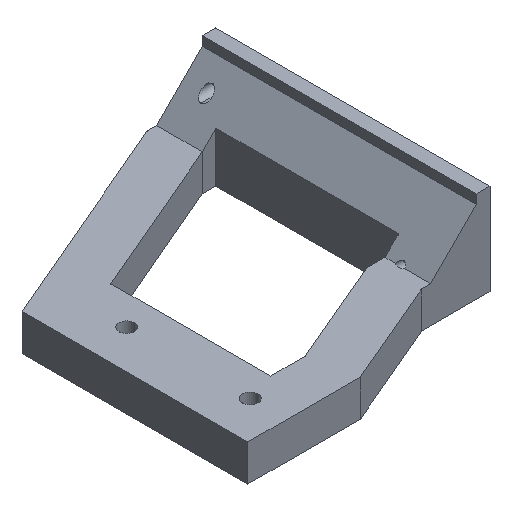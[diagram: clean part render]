
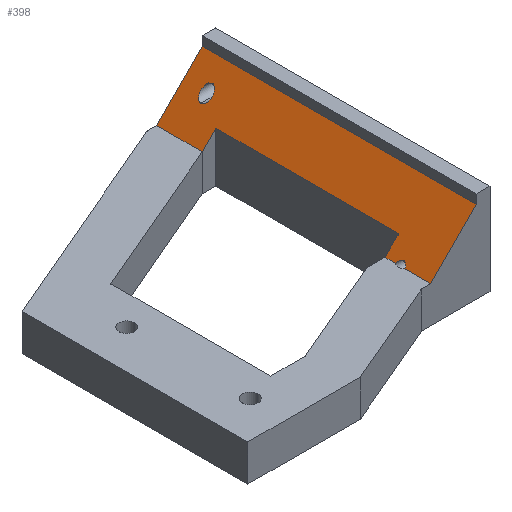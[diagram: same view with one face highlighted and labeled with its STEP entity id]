
A CAD part, isometric view. The second image highlights one B-rep face of the part: STEP entity #398.
In plain terms, the highlighted planar face has unit normal (-0.707, 0, 0.707).
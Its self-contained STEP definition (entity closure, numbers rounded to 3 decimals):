
#2 = CARTESIAN_POINT ( 'NONE',  ( 65.016, 42.318, -82.984 ) ) ;
#14 = CARTESIAN_POINT ( 'NONE',  ( 68., 0., -80. ) ) ;
#17 = CARTESIAN_POINT ( 'NONE',  ( 58., 0., -90. ) ) ;
#46 = DIRECTION ( 'NONE',  ( 0., 1., 0. ) ) ;
#69 = VERTEX_POINT ( 'NONE', #754 ) ;
#76 = EDGE_CURVE ( 'NONE', #1045, #249, #835, .T. ) ;
#114 = EDGE_CURVE ( 'NONE', #142, #69, #391, .T. ) ;
#116 = ORIENTED_EDGE ( 'NONE', *, *, #637, .F. ) ;
#124 = AXIS2_PLACEMENT_3D ( 'NONE', #14, #450, #1304 ) ;
#132 = EDGE_LOOP ( 'NONE', ( #415, #1377 ) ) ;
#142 = VERTEX_POINT ( 'NONE', #1029 ) ;
#153 = CARTESIAN_POINT ( 'NONE',  ( 58., 0., -90. ) ) ;
#165 = VECTOR ( 'NONE', #1218, 1000. ) ;
#167 = ORIENTED_EDGE ( 'NONE', *, *, #535, .F. ) ;
#177 = ORIENTED_EDGE ( 'NONE', *, *, #1093, .F. ) ;
#184 = VECTOR ( 'NONE', #235, 1000. ) ;
#202 = CARTESIAN_POINT ( 'NONE',  ( 55.5, 37.5, -92.5 ) ) ;
#210 = CARTESIAN_POINT ( 'NONE',  ( 65.016, 39.818, -82.984 ) ) ;
#230 = ORIENTED_EDGE ( 'NONE', *, *, #867, .F. ) ;
#235 = DIRECTION ( 'NONE',  ( 0., 1., 0. ) ) ;
#249 = VERTEX_POINT ( 'NONE', #413 ) ;
#254 = VERTEX_POINT ( 'NONE', #1162 ) ;
#275 = LINE ( 'NONE', #17, #165 ) ;
#288 = VERTEX_POINT ( 'NONE', #824 ) ;
#291 = CARTESIAN_POINT ( 'NONE',  ( 58.421, -4.954, -89.579 ) ) ;
#311 = LINE ( 'NONE', #153, #1139 ) ;
#314 = DIRECTION ( 'NONE',  ( -0.677, -0.29, -0.677 ) ) ;
#317 = CARTESIAN_POINT ( 'NONE',  ( 62.516, 42.318, -85.484 ) ) ;
#339 = CARTESIAN_POINT ( 'NONE',  ( 65.016, 44.818, -82.984 ) ) ;
#340 = CARTESIAN_POINT ( 'NONE',  ( 65.016, 42.318, -82.984 ) ) ;
#367 = EDGE_CURVE ( 'NONE', #1356, #288, #933, .T. ) ;
#391 =( BOUNDED_CURVE ( )  B_SPLINE_CURVE ( 3, ( #2, #339, #1212, #1200 ),
 .UNSPECIFIED., .F., .F. ) 
 B_SPLINE_CURVE_WITH_KNOTS ( ( 4, 4 ),
 ( 0., 3.142 ),
 .UNSPECIFIED. ) 
 CURVE ( )  GEOMETRIC_REPRESENTATION_ITEM ( )  RATIONAL_B_SPLINE_CURVE ( ( 1., 0.333, 0.333, 1. ) ) 
 REPRESENTATION_ITEM ( '' )  );
#398 = ADVANCED_FACE ( 'NONE', ( #1275, #1009 ), #988, .F. ) ;
#400 = VECTOR ( 'NONE', #423, 1000. ) ;
#413 = CARTESIAN_POINT ( 'NONE',  ( 68., 47.5, -80. ) ) ;
#415 = ORIENTED_EDGE ( 'NONE', *, *, #1232, .F. ) ;
#416 = CARTESIAN_POINT ( 'NONE',  ( 58.667, -5.838, -89.333 ) ) ;
#423 = DIRECTION ( 'NONE',  ( -0.707, 0., -0.707 ) ) ;
#428 = ORIENTED_EDGE ( 'NONE', *, *, #76, .F. ) ;
#430 = CARTESIAN_POINT ( 'NONE',  ( 112., 47.5, -36. ) ) ;
#445 = CARTESIAN_POINT ( 'NONE',  ( 61., -2.5, -87. ) ) ;
#450 = DIRECTION ( 'NONE',  ( 0.707, 0., -0.707 ) ) ;
#469 = LINE ( 'NONE', #1318, #184 ) ;
#511 = CARTESIAN_POINT ( 'NONE',  ( 58., -4.732, -90. ) ) ;
#524 = CARTESIAN_POINT ( 'NONE',  ( 58.421, -6.722, -89.579 ) ) ;
#526 = EDGE_CURVE ( 'NONE', #1072, #839, #311, .T. ) ;
#535 = EDGE_CURVE ( 'NONE', #1330, #1045, #1328, .T. ) ;
#551 = DIRECTION ( 'NONE',  ( 0.707, 0., 0.707 ) ) ;
#553 =( BOUNDED_CURVE ( )  B_SPLINE_CURVE ( 3, ( #825, #1151, #291, #511 ),
 .UNSPECIFIED., .F., .F. ) 
 B_SPLINE_CURVE_WITH_KNOTS ( ( 4, 4 ),
 ( 0., 1.086 ),
 .UNSPECIFIED. ) 
 CURVE ( )  GEOMETRIC_REPRESENTATION_ITEM ( )  RATIONAL_B_SPLINE_CURVE ( ( 1., 0.904, 0.904, 1. ) ) 
 REPRESENTATION_ITEM ( '' )  );
#565 = DIRECTION ( 'NONE',  ( 0., -1., 0. ) ) ;
#569 = VECTOR ( 'NONE', #628, 1000. ) ;
#582 = ORIENTED_EDGE ( 'NONE', *, *, #761, .F. ) ;
#598 = ORIENTED_EDGE ( 'NONE', *, *, #1165, .F. ) ;
#603 = LINE ( 'NONE', #1369, #400 ) ;
#615 = CARTESIAN_POINT ( 'NONE',  ( 58., 37.478, -90. ) ) ;
#628 = DIRECTION ( 'NONE',  ( -0.707, 0., -0.707 ) ) ;
#637 = EDGE_CURVE ( 'NONE', #249, #975, #1250, .T. ) ;
#648 = EDGE_CURVE ( 'NONE', #254, #1186, #275, .T. ) ;
#741 = CARTESIAN_POINT ( 'NONE',  ( 62.516, 39.818, -85.484 ) ) ;
#754 = CARTESIAN_POINT ( 'NONE',  ( 62.516, 42.318, -85.484 ) ) ;
#761 = EDGE_CURVE ( 'NONE', #930, #1356, #469, .T. ) ;
#769 = LINE ( 'NONE', #1273, #1049 ) ;
#798 = DIRECTION ( 'NONE',  ( 0., 1., 0. ) ) ;
#824 = CARTESIAN_POINT ( 'NONE',  ( 58.051, 37.5, -89.949 ) ) ;
#825 = CARTESIAN_POINT ( 'NONE',  ( 58.667, -5.838, -89.333 ) ) ;
#835 = LINE ( 'NONE', #430, #923 ) ;
#839 = VERTEX_POINT ( 'NONE', #1338 ) ;
#867 = EDGE_CURVE ( 'NONE', #975, #254, #603, .T. ) ;
#882 = CARTESIAN_POINT ( 'NONE',  ( 61., 37.5, -87. ) ) ;
#923 = VECTOR ( 'NONE', #551, 1000. ) ;
#925 = CARTESIAN_POINT ( 'NONE',  ( 58., -4.732, -90. ) ) ;
#930 = VERTEX_POINT ( 'NONE', #445 ) ;
#933 = LINE ( 'NONE', #202, #569 ) ;
#960 = ORIENTED_EDGE ( 'NONE', *, *, #1126, .F. ) ;
#966 = VECTOR ( 'NONE', #565, 1000. ) ;
#974 = CARTESIAN_POINT ( 'NONE',  ( 58., 47.5, -90. ) ) ;
#975 = VERTEX_POINT ( 'NONE', #983 ) ;
#978 = VECTOR ( 'NONE', #1144, 1000. ) ;
#983 = CARTESIAN_POINT ( 'NONE',  ( 68., -12.5, -80. ) ) ;
#988 = PLANE ( 'NONE',  #124 ) ;
#991 =( BOUNDED_CURVE ( )  B_SPLINE_CURVE ( 3, ( #1251, #524, #1261, #416 ),
 .UNSPECIFIED., .F., .T. ) 
 B_SPLINE_CURVE_WITH_KNOTS ( ( 4, 4 ),
 ( 5.197, 6.283 ),
 .UNSPECIFIED. ) 
 CURVE ( )  GEOMETRIC_REPRESENTATION_ITEM ( )  RATIONAL_B_SPLINE_CURVE ( ( 1., 0.904, 0.904, 1. ) ) 
 REPRESENTATION_ITEM ( '' )  );
#1008 = ORIENTED_EDGE ( 'NONE', *, *, #526, .F. ) ;
#1009 = FACE_BOUND ( 'NONE', #132, .T. ) ;
#1029 = CARTESIAN_POINT ( 'NONE',  ( 65.016, 42.318, -82.984 ) ) ;
#1045 = VERTEX_POINT ( 'NONE', #974 ) ;
#1049 = VECTOR ( 'NONE', #314, 1000. ) ;
#1072 = VERTEX_POINT ( 'NONE', #925 ) ;
#1075 = EDGE_LOOP ( 'NONE', ( #960, #1008, #177, #598, #1301, #230, #116, #428, #167, #1308, #1390, #582 ) ) ;
#1093 = EDGE_CURVE ( 'NONE', #1098, #1072, #553, .T. ) ;
#1098 = VERTEX_POINT ( 'NONE', #1131 ) ;
#1117 = VECTOR ( 'NONE', #46, 1000. ) ;
#1126 = EDGE_CURVE ( 'NONE', #839, #930, #1235, .T. ) ;
#1127 = CARTESIAN_POINT ( 'NONE',  ( 58., 0., -90. ) ) ;
#1131 = CARTESIAN_POINT ( 'NONE',  ( 58.667, -5.838, -89.333 ) ) ;
#1139 = VECTOR ( 'NONE', #798, 1000. ) ;
#1144 = DIRECTION ( 'NONE',  ( 0.707, 0., 0.707 ) ) ;
#1148 = CARTESIAN_POINT ( 'NONE',  ( 58., -6.944, -90. ) ) ;
#1151 = CARTESIAN_POINT ( 'NONE',  ( 58.667, -5.361, -89.333 ) ) ;
#1159 = CARTESIAN_POINT ( 'NONE',  ( 51.975, -2.5, -96.025 ) ) ;
#1162 = CARTESIAN_POINT ( 'NONE',  ( 58., -12.5, -90. ) ) ;
#1165 = EDGE_CURVE ( 'NONE', #1186, #1098, #991, .T. ) ;
#1186 = VERTEX_POINT ( 'NONE', #1148 ) ;
#1200 = CARTESIAN_POINT ( 'NONE',  ( 62.516, 42.318, -85.484 ) ) ;
#1204 = EDGE_CURVE ( 'NONE', #288, #1330, #769, .T. ) ;
#1212 = CARTESIAN_POINT ( 'NONE',  ( 62.516, 44.818, -85.484 ) ) ;
#1218 = DIRECTION ( 'NONE',  ( 0., 1., 0. ) ) ;
#1232 = EDGE_CURVE ( 'NONE', #69, #142, #1352, .T. ) ;
#1235 = LINE ( 'NONE', #1159, #978 ) ;
#1250 = LINE ( 'NONE', #1312, #966 ) ;
#1251 = CARTESIAN_POINT ( 'NONE',  ( 58., -6.944, -90. ) ) ;
#1261 = CARTESIAN_POINT ( 'NONE',  ( 58.667, -6.314, -89.333 ) ) ;
#1273 = CARTESIAN_POINT ( 'NONE',  ( 54.364, 35.921, -93.636 ) ) ;
#1275 = FACE_OUTER_BOUND ( 'NONE', #1075, .T. ) ;
#1301 = ORIENTED_EDGE ( 'NONE', *, *, #648, .F. ) ;
#1304 = DIRECTION ( 'NONE',  ( 0., -1., 0. ) ) ;
#1308 = ORIENTED_EDGE ( 'NONE', *, *, #1204, .F. ) ;
#1312 = CARTESIAN_POINT ( 'NONE',  ( 68., 0., -80. ) ) ;
#1318 = CARTESIAN_POINT ( 'NONE',  ( 61., -2.5, -87. ) ) ;
#1328 = LINE ( 'NONE', #1127, #1117 ) ;
#1330 = VERTEX_POINT ( 'NONE', #615 ) ;
#1338 = CARTESIAN_POINT ( 'NONE',  ( 58., -2.5, -90. ) ) ;
#1352 =( BOUNDED_CURVE ( )  B_SPLINE_CURVE ( 3, ( #317, #741, #210, #340 ),
 .UNSPECIFIED., .F., .T. ) 
 B_SPLINE_CURVE_WITH_KNOTS ( ( 4, 4 ),
 ( 3.142, 6.283 ),
 .UNSPECIFIED. ) 
 CURVE ( )  GEOMETRIC_REPRESENTATION_ITEM ( )  RATIONAL_B_SPLINE_CURVE ( ( 1., 0.333, 0.333, 1. ) ) 
 REPRESENTATION_ITEM ( '' )  );
#1356 = VERTEX_POINT ( 'NONE', #882 ) ;
#1369 = CARTESIAN_POINT ( 'NONE',  ( 112., -12.5, -36. ) ) ;
#1377 = ORIENTED_EDGE ( 'NONE', *, *, #114, .F. ) ;
#1390 = ORIENTED_EDGE ( 'NONE', *, *, #367, .F. ) ;
